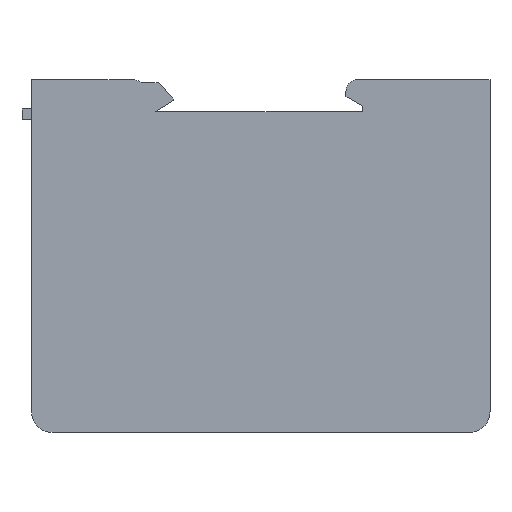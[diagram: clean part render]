
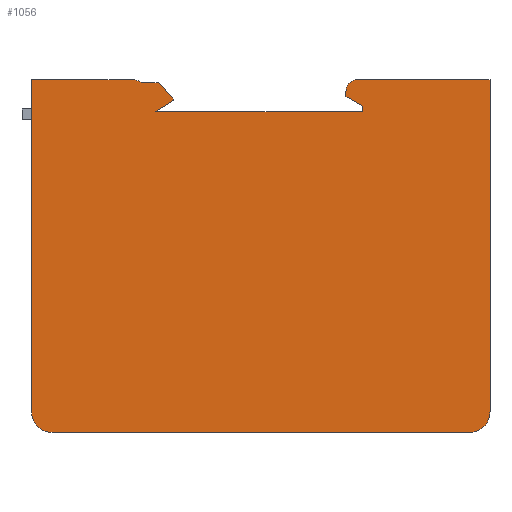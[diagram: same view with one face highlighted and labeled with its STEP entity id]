
A CAD part, front view. The second image highlights one B-rep face of the part: STEP entity #1056.
In plain terms, the highlighted planar face has unit normal (0, -1, 0).
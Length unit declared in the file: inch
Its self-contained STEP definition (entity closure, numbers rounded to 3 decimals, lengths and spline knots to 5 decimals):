
#1=DIRECTION('',(1.,0.,0.));
#2=VECTOR('',#1,17.30001);
#3=CARTESIAN_POINT('',(-38.19473,0.,30.00002));
#4=LINE('',#3,#2);
#5=CARTESIAN_POINT('',(-20.89472,0.,28.00001));
#6=DIRECTION('',(0.,1.,0.));
#7=DIRECTION('',(0.,0.,1.));
#8=AXIS2_PLACEMENT_3D('',#5,#6,#7);
#10=DIRECTION('',(1.,0.,0.014));
#11=VECTOR('',#10,2.71003);
#12=CARTESIAN_POINT('',(-19.53318,0.,29.46501));
#13=LINE('',#12,#11);
#14=CARTESIAN_POINT('',(-16.76417,0.,29.00751));
#15=DIRECTION('',(0.,1.,0.));
#16=DIRECTION('',(-0.119,0.,0.993));
#17=AXIS2_PLACEMENT_3D('',#14,#15,#16);
#19=DIRECTION('',(0.655,0.,-0.756));
#20=VECTOR('',#19,3.71162);
#21=CARTESIAN_POINT('',(-16.38614,0.,29.33476));
#22=LINE('',#21,#20);
#23=DIRECTION('',(-0.84,0.,-0.543));
#24=VECTOR('',#23,3.73658);
#25=CARTESIAN_POINT('',(-13.95678,0.,26.52864));
#26=LINE('',#25,#24);
#27=DIRECTION('',(1.,0.,0.));
#28=VECTOR('',#27,35.20002);
#29=CARTESIAN_POINT('',(-17.09472,0.,24.50001));
#30=LINE('',#29,#28);
#31=DIRECTION('',(0.,0.,1.));
#32=VECTOR('',#31,1.);
#33=CARTESIAN_POINT('',(18.1053,0.,24.50001));
#34=LINE('',#33,#32);
#35=DIRECTION('',(-0.866,0.,0.5));
#36=VECTOR('',#35,3.23316);
#37=CARTESIAN_POINT('',(18.1053,0.,25.50001));
#38=LINE('',#37,#36);
#39=DIRECTION('',(0.,0.,1.));
#40=VECTOR('',#39,0.88342);
#41=CARTESIAN_POINT('',(15.3053,0.,27.11659));
#42=LINE('',#41,#40);
#43=CARTESIAN_POINT('',(17.3053,0.,28.00001));
#44=DIRECTION('',(0.,1.,0.));
#45=DIRECTION('',(-1.,0.,0.));
#46=AXIS2_PLACEMENT_3D('',#43,#44,#45);
#48=DIRECTION('',(1.,0.,0.));
#49=VECTOR('',#48,22.50001);
#50=CARTESIAN_POINT('',(17.3053,0.,30.00002));
#51=LINE('',#50,#49);
#52=DIRECTION('',(0.,0.,-1.));
#53=VECTOR('',#52,56.50003);
#54=CARTESIAN_POINT('',(39.80531,0.,30.00002));
#55=LINE('',#54,#53);
#56=CARTESIAN_POINT('',(36.30531,0.,-26.50001));
#57=DIRECTION('',(0.,1.,0.));
#58=DIRECTION('',(1.,0.,0.));
#59=AXIS2_PLACEMENT_3D('',#56,#57,#58);
#61=DIRECTION('',(-1.,0.,0.));
#62=VECTOR('',#61,71.00004);
#63=CARTESIAN_POINT('',(36.30531,0.,-30.00002));
#64=LINE('',#63,#62);
#65=CARTESIAN_POINT('',(-34.69473,0.,-26.50001));
#66=DIRECTION('',(0.,1.,0.));
#67=DIRECTION('',(0.,0.,-1.));
#68=AXIS2_PLACEMENT_3D('',#65,#66,#67);
#90=DIRECTION('',(0.,0.,-1.));
#91=VECTOR('',#90,56.50003);
#92=CARTESIAN_POINT('',(-38.19473,0.,30.00002));
#93=LINE('',#92,#91);
#771=CARTESIAN_POINT('',(36.30531,0.,-30.00002));
#772=CARTESIAN_POINT('',(-34.69473,0.,-30.00002));
#773=VERTEX_POINT('',#771);
#774=VERTEX_POINT('',#772);
#775=CARTESIAN_POINT('',(-38.19473,0.,-26.50001));
#776=VERTEX_POINT('',#775);
#777=CARTESIAN_POINT('',(-38.19473,0.,30.00002));
#778=CARTESIAN_POINT('',(-20.89472,0.,30.00002));
#779=VERTEX_POINT('',#777);
#780=VERTEX_POINT('',#778);
#781=CARTESIAN_POINT('',(-19.53318,0.,29.46501));
#782=VERTEX_POINT('',#781);
#783=CARTESIAN_POINT('',(-16.82343,0.,29.50399));
#784=VERTEX_POINT('',#783);
#785=CARTESIAN_POINT('',(-16.38614,0.,29.33476));
#786=VERTEX_POINT('',#785);
#787=CARTESIAN_POINT('',(-13.95678,0.,26.52864));
#788=VERTEX_POINT('',#787);
#789=CARTESIAN_POINT('',(-17.09472,0.,24.50001));
#790=VERTEX_POINT('',#789);
#791=CARTESIAN_POINT('',(18.1053,0.,24.50001));
#792=VERTEX_POINT('',#791);
#793=CARTESIAN_POINT('',(18.1053,0.,25.50001));
#794=VERTEX_POINT('',#793);
#795=CARTESIAN_POINT('',(15.3053,0.,27.11659));
#796=VERTEX_POINT('',#795);
#797=CARTESIAN_POINT('',(15.3053,0.,28.00001));
#798=VERTEX_POINT('',#797);
#799=CARTESIAN_POINT('',(17.3053,0.,30.00002));
#800=VERTEX_POINT('',#799);
#801=CARTESIAN_POINT('',(39.80531,0.,30.00002));
#802=VERTEX_POINT('',#801);
#803=CARTESIAN_POINT('',(39.80531,0.,-26.50001));
#804=VERTEX_POINT('',#803);
#1015=CARTESIAN_POINT('',(0.,0.,0.));
#1016=DIRECTION('',(0.,1.,0.));
#1017=DIRECTION('',(1.,0.,0.));
#1018=AXIS2_PLACEMENT_3D('',#1015,#1016,#1017);
#1019=PLANE('',#1018);
#1021=ORIENTED_EDGE('',*,*,#1020,.F.);
#1023=ORIENTED_EDGE('',*,*,#1022,.T.);
#1025=ORIENTED_EDGE('',*,*,#1024,.T.);
#1027=ORIENTED_EDGE('',*,*,#1026,.T.);
#1029=ORIENTED_EDGE('',*,*,#1028,.T.);
#1031=ORIENTED_EDGE('',*,*,#1030,.T.);
#1033=ORIENTED_EDGE('',*,*,#1032,.T.);
#1035=ORIENTED_EDGE('',*,*,#1034,.T.);
#1037=ORIENTED_EDGE('',*,*,#1036,.T.);
#1039=ORIENTED_EDGE('',*,*,#1038,.T.);
#1041=ORIENTED_EDGE('',*,*,#1040,.T.);
#1043=ORIENTED_EDGE('',*,*,#1042,.T.);
#1045=ORIENTED_EDGE('',*,*,#1044,.T.);
#1047=ORIENTED_EDGE('',*,*,#1046,.T.);
#1049=ORIENTED_EDGE('',*,*,#1048,.T.);
#1051=ORIENTED_EDGE('',*,*,#1050,.T.);
#1053=ORIENTED_EDGE('',*,*,#1052,.T.);
#1054=EDGE_LOOP('',(#1021,#1023,#1025,#1027,#1029,#1031,#1033,#1035,#1037,#1039,
#1041,#1043,#1045,#1047,#1049,#1051,#1053));
#1055=FACE_OUTER_BOUND('',#1054,.F.);
#1056=ADVANCED_FACE('',(#1055),#1019,.F.);
#9=CIRCLE('',#8,2.);
#18=CIRCLE('',#17,0.5);
#47=CIRCLE('',#46,2.);
#60=CIRCLE('',#59,3.5);
#69=CIRCLE('',#68,3.5);
#1020=EDGE_CURVE('',#779,#776,#93,.T.);
#1022=EDGE_CURVE('',#779,#780,#4,.T.);
#1024=EDGE_CURVE('',#780,#782,#9,.T.);
#1026=EDGE_CURVE('',#782,#784,#13,.T.);
#1028=EDGE_CURVE('',#784,#786,#18,.T.);
#1030=EDGE_CURVE('',#786,#788,#22,.T.);
#1032=EDGE_CURVE('',#788,#790,#26,.T.);
#1034=EDGE_CURVE('',#790,#792,#30,.T.);
#1036=EDGE_CURVE('',#792,#794,#34,.T.);
#1038=EDGE_CURVE('',#794,#796,#38,.T.);
#1040=EDGE_CURVE('',#796,#798,#42,.T.);
#1042=EDGE_CURVE('',#798,#800,#47,.T.);
#1044=EDGE_CURVE('',#800,#802,#51,.T.);
#1046=EDGE_CURVE('',#802,#804,#55,.T.);
#1048=EDGE_CURVE('',#804,#773,#60,.T.);
#1050=EDGE_CURVE('',#773,#774,#64,.T.);
#1052=EDGE_CURVE('',#774,#776,#69,.T.);
